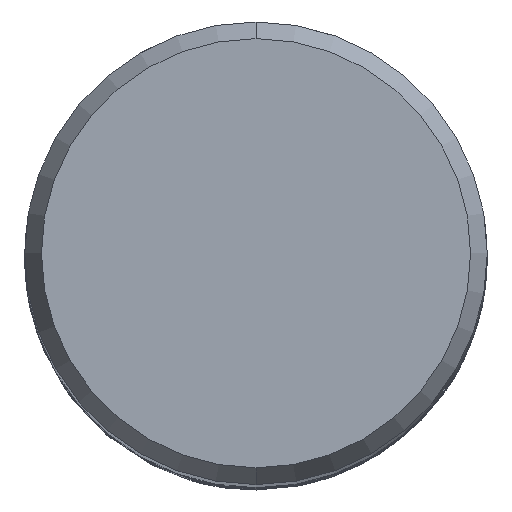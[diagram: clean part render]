
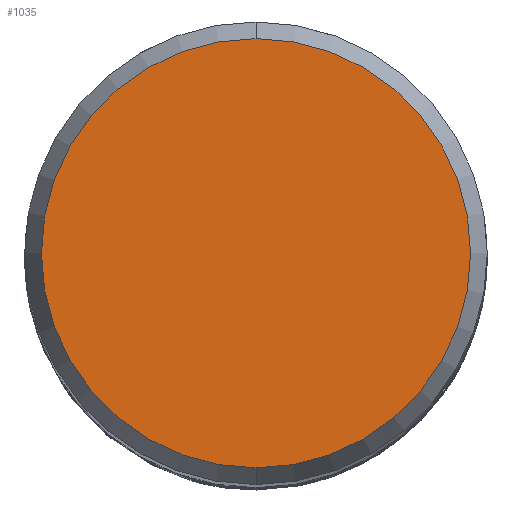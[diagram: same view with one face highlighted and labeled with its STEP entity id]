
A CAD part, top view. The second image highlights one B-rep face of the part: STEP entity #1035.
In plain terms, the highlighted planar face has unit normal (0, 0, 1).
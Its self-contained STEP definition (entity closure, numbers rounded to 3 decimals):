
#1023=EDGE_CURVE('',#1173,#1789,#2474,.T.);
#1035=ADVANCED_FACE('',(#2487),#2488,.T.);
#1173=VERTEX_POINT('',#2635);
#1789=VERTEX_POINT('',#3311);
#1897=EDGE_CURVE('',#1789,#1173,#3431,.T.);
#2474=CIRCLE('',#6947,7.423);
#2487=FACE_OUTER_BOUND('',#6975,.T.);
#2488=PLANE('',#6976);
#2635=CARTESIAN_POINT('',(0.0,7.423,0.0));
#3311=CARTESIAN_POINT('',(0.,-7.423,0.0));
#3431=CIRCLE('',#20400,7.423);
#6947=AXIS2_PLACEMENT_3D('',#24069,#24070,#24071);
#6975=EDGE_LOOP('',(#24085,#24086));
#6976=AXIS2_PLACEMENT_3D('',#24087,#24088,#24089);
#20400=AXIS2_PLACEMENT_3D('',#24968,#24969,#24970);
#24069=CARTESIAN_POINT('',(0.0,0.0,0.0));
#24070=DIRECTION('',(0.0,0.0,-1.0));
#24071=DIRECTION('',(0.0,1.0,0.0));
#24085=ORIENTED_EDGE('',*,*,#1023,.F.);
#24086=ORIENTED_EDGE('',*,*,#1897,.F.);
#24087=CARTESIAN_POINT('',(0.0,3.711,0.0));
#24088=DIRECTION('',(-0.0,0.0,1.0));
#24089=DIRECTION('',(0.0,-1.0,0.0));
#24968=CARTESIAN_POINT('',(0.0,0.0,0.0));
#24969=DIRECTION('',(0.0,0.0,-1.0));
#24970=DIRECTION('',(0.0,1.0,0.0));
